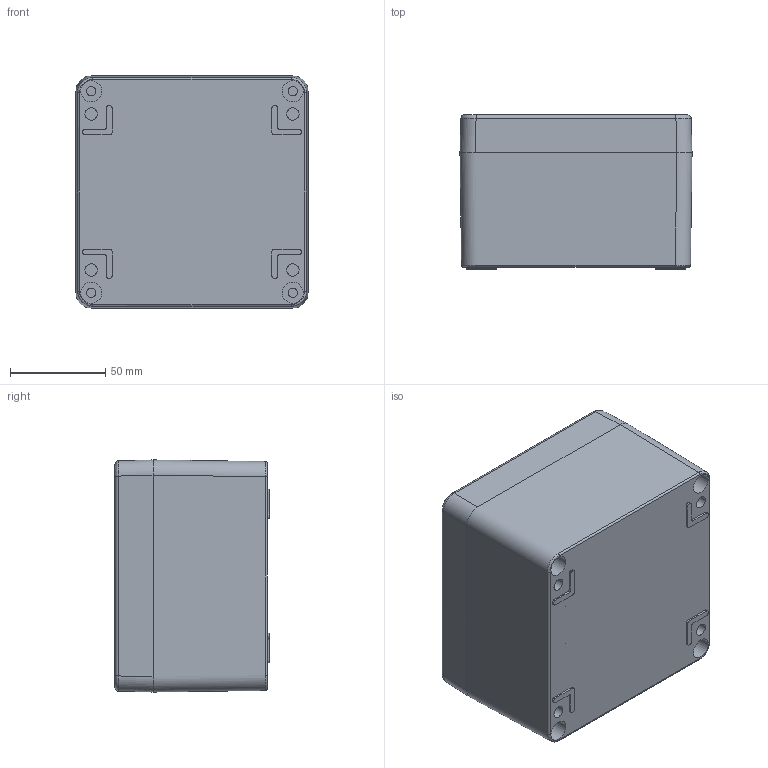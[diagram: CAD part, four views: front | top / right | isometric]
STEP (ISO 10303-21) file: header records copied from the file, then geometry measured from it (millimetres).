
FILE_DESCRIPTION (( 'STEP AP214' ), '1' );
FILE_NAME ('2374-1212-08-50.step', '2023-11-08T10:38:15', ( '' ), ( '' ), 'SwSTEP 2.0', 'SolidWorks 2019', '' );
FILE_SCHEMA (( 'AUTOMOTIVE_DESIGN' ));
Length unit declared in the file: millimetre
Products named in the file (7): Unterteil^2374-1212-08-50; 2374-1212-08-50; SchutzleiteranschlussM6x10; DeckelschraubeM6x24; SchutzleiteranschlussM4x9; Deckel^2374-1212-08-50
Assembly tree (12 placements, depth 3):
  2374-1212-08-50
    2374-1212-08-50
      Unterteil^2374-1212-08-50
      SchutzleiteranschlussM6x10  x4
      Deckel^2374-1212-08-50
      SchutzleiteranschlussM4x9
      DeckelschraubeM6x24  x4
Bounding box: 122 x 81 x 122 mm (x, y, z)
Volume: 328192.5 mm3; surface area: 155989.2 mm2
Topology: 16 solids, 16 shells, 965 faces, 2540 edges, 1614 vertices
Faces by surface type: plane 431, cylinder 300, cone 174, bspline 32, torus 28
Entity records: 21919 total; most frequent: CARTESIAN_POINT 7944, ORIENTED_EDGE 2938, DIRECTION 2735, EDGE_CURVE 1469, AXIS2_PLACEMENT_3D 1024, VERTEX_POINT 939, LINE 687, VECTOR 687
